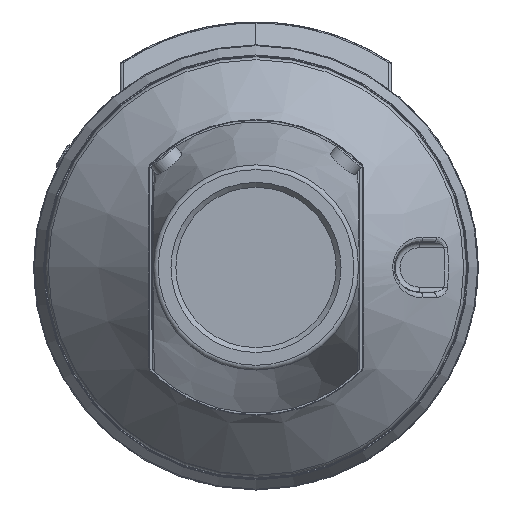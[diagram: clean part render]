
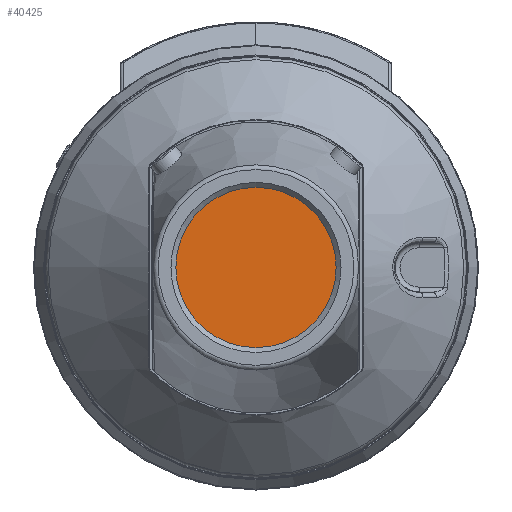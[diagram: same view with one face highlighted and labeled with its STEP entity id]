
A CAD part, front view. The second image highlights one B-rep face of the part: STEP entity #40425.
In plain terms, the highlighted planar face has unit normal (0, -1, 0).
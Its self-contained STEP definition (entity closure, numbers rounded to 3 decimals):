
#11504 = EDGE_LOOP ( 'NONE', ( #42484 ) ) ;
#21656 = DIRECTION ( 'NONE',  ( 0., 0., -1. ) ) ;
#29412 = DIRECTION ( 'NONE',  ( 0., -1., 0. ) ) ;
#29781 = PLANE ( 'NONE',  #89635 ) ;
#40425 = ADVANCED_FACE ( 'NONE', ( #104043 ), #29781, .T. ) ;
#42484 = ORIENTED_EDGE ( 'NONE', *, *, #95414, .T. ) ;
#48294 = DIRECTION ( 'NONE',  ( 0., 0., -1. ) ) ;
#62795 = CARTESIAN_POINT ( 'NONE',  ( 0., 11.5, 0. ) ) ;
#71088 = CARTESIAN_POINT ( 'NONE',  ( 0., 11.5, 0. ) ) ;
#78297 = AXIS2_PLACEMENT_3D ( 'NONE', #71088, #29412, #48294 ) ;
#89635 = AXIS2_PLACEMENT_3D ( 'NONE', #62795, #95860, #21656 ) ;
#95414 = EDGE_CURVE ( 'NONE', #96879, #96879, #100775, .T. ) ;
#95860 = DIRECTION ( 'NONE',  ( 0., -1., 0. ) ) ;
#96879 = VERTEX_POINT ( 'NONE', #105020 ) ;
#100775 = CIRCLE ( 'NONE', #78297, 24.5 ) ;
#104043 = FACE_OUTER_BOUND ( 'NONE', #11504, .T. ) ;
#105020 = CARTESIAN_POINT ( 'NONE',  ( 0., 11.5, -24.5 ) ) ;
